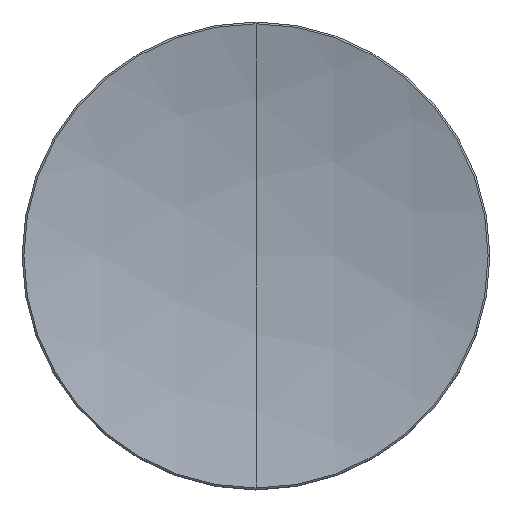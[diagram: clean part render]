
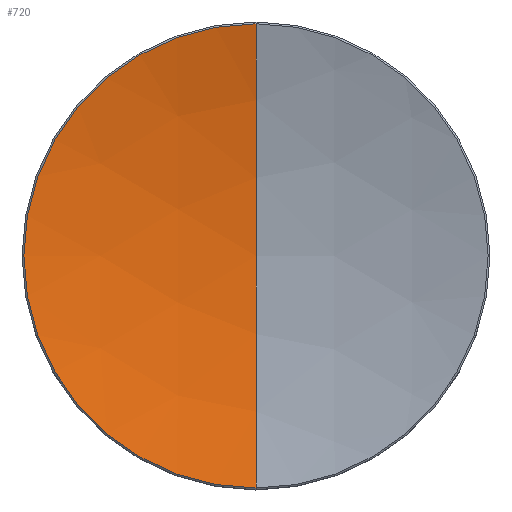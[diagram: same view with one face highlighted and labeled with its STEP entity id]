
A CAD part, top view. The second image highlights one B-rep face of the part: STEP entity #720.
In plain terms, the highlighted spherical face has radius 100 mm.
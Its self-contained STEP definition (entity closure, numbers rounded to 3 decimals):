
#688 = VERTEX_POINT ( 'NONE', #5066 ) ;
#694 = EDGE_CURVE ( 'NONE', #710, #702, #5083, .T. ) ;
#699 = ORIENTED_EDGE ( 'NONE', *, *, #772, .T. ) ;
#700 = EDGE_CURVE ( 'NONE', #688, #710, #5159, .T. ) ;
#702 = VERTEX_POINT ( 'NONE', #5160 ) ;
#703 = VERTEX_POINT ( 'NONE', #5192 ) ;
#707 = ORIENTED_EDGE ( 'NONE', *, *, #694, .T. ) ;
#710 = VERTEX_POINT ( 'NONE', #5135 ) ;
#711 = ORIENTED_EDGE ( 'NONE', *, *, #700, .T. ) ;
#717 = EDGE_LOOP ( 'NONE', ( #711, #707, #699, #753 ) ) ;
#720 = ADVANCED_FACE ( 'NONE', ( #5127 ), #5120, .F. ) ;
#753 = ORIENTED_EDGE ( 'NONE', *, *, #761, .F. ) ;
#761 = EDGE_CURVE ( 'NONE', #688, #703, #5258, .T. ) ;
#772 = EDGE_CURVE ( 'NONE', #702, #703, #4919, .T. ) ;
#4919 = CIRCLE ( 'NONE', #5046, 100. ) ;
#4933 = DIRECTION ( 'NONE',  ( 0., 1., 0. ) ) ;
#4934 = DIRECTION ( 'NONE',  ( 1., 0., 0. ) ) ;
#4935 = CARTESIAN_POINT ( 'NONE',  ( 0., 0., 104.5 ) ) ;
#5046 = AXIS2_PLACEMENT_3D ( 'NONE', #4935, #4934, #4933 ) ;
#5066 = CARTESIAN_POINT ( 'NONE',  ( 0., 25.206, 7.729 ) ) ;
#5083 = CIRCLE ( 'NONE', #5172, 25.206 ) ;
#5120 = SPHERICAL_SURFACE ( 'NONE', #5143, 100. ) ;
#5127 = FACE_OUTER_BOUND ( 'NONE', #717, .T. ) ;
#5128 = CARTESIAN_POINT ( 'NONE',  ( 0., 0., 7.729 ) ) ;
#5131 = DIRECTION ( 'NONE',  ( 0., 0., 1. ) ) ;
#5135 = CARTESIAN_POINT ( 'NONE',  ( -25.206, 0., 7.729 ) ) ;
#5143 = AXIS2_PLACEMENT_3D ( 'NONE', #5175, #5174, #5209 ) ;
#5159 = CIRCLE ( 'NONE', #5212, 25.206 ) ;
#5160 = CARTESIAN_POINT ( 'NONE',  ( 0., -25.206, 7.729 ) ) ;
#5172 = AXIS2_PLACEMENT_3D ( 'NONE', #5248, #5131, #5177 ) ;
#5174 = DIRECTION ( 'NONE',  ( 1., 0., 0. ) ) ;
#5175 = CARTESIAN_POINT ( 'NONE',  ( 0., 0., 104.5 ) ) ;
#5177 = DIRECTION ( 'NONE',  ( 1., 0., 0. ) ) ;
#5192 = CARTESIAN_POINT ( 'NONE',  ( 0., 0., 4.5 ) ) ;
#5209 = DIRECTION ( 'NONE',  ( 0., 1., 0. ) ) ;
#5210 = DIRECTION ( 'NONE',  ( 1., 0., 0. ) ) ;
#5211 = DIRECTION ( 'NONE',  ( 0., 0., 1. ) ) ;
#5212 = AXIS2_PLACEMENT_3D ( 'NONE', #5128, #5211, #5210 ) ;
#5248 = CARTESIAN_POINT ( 'NONE',  ( 0., 0., 7.729 ) ) ;
#5258 = CIRCLE ( 'NONE', #5313, 100. ) ;
#5310 = DIRECTION ( 'NONE',  ( 0., 0., 1. ) ) ;
#5311 = DIRECTION ( 'NONE',  ( -1., 0., 0. ) ) ;
#5312 = CARTESIAN_POINT ( 'NONE',  ( 0., 0., 104.5 ) ) ;
#5313 = AXIS2_PLACEMENT_3D ( 'NONE', #5312, #5311, #5310 ) ;
